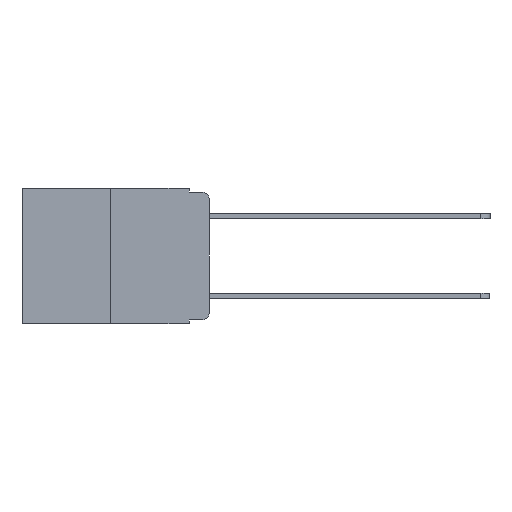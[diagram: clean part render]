
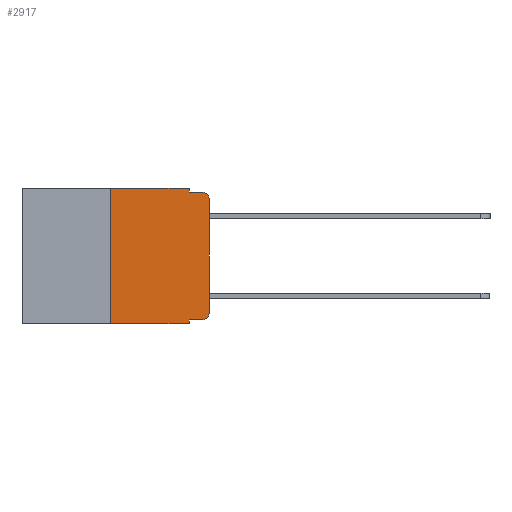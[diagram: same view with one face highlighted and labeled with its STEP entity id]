
A CAD part, left-side view. The second image highlights one B-rep face of the part: STEP entity #2917.
In plain terms, the highlighted planar face has unit normal (-1, 0, 0).
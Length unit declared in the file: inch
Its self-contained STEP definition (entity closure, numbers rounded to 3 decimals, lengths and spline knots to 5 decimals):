
#151 = VERTEX_POINT ( 'NONE', #5243 ) ;
#187 = VERTEX_POINT ( 'NONE', #9134 ) ;
#868 = VERTEX_POINT ( 'NONE', #11655 ) ;
#1188 = VERTEX_POINT ( 'NONE', #12607 ) ;
#1433 = ORIENTED_EDGE ( 'NONE', *, *, #11088, .F. ) ;
#1581 = AXIS2_PLACEMENT_3D ( 'NONE', #9812, #12764, #10070 ) ;
#1768 = ORIENTED_EDGE ( 'NONE', *, *, #11739, .F. ) ;
#2090 = VECTOR ( 'NONE', #4131, 39.37008 ) ;
#2328 = LINE ( 'NONE', #2967, #7814 ) ;
#2371 = EDGE_CURVE ( 'NONE', #1188, #5394, #2328, .T. ) ;
#2607 = EDGE_CURVE ( 'NONE', #868, #5394, #12468, .T. ) ;
#2883 = VECTOR ( 'NONE', #9480, 39.37008 ) ;
#2887 = VERTEX_POINT ( 'NONE', #6782 ) ;
#2917 = ADVANCED_FACE ( 'NONE', ( #11105 ), #9034, .F. ) ;
#2967 = CARTESIAN_POINT ( 'NONE',  ( 0., 0.051, -0.01 ) ) ;
#3076 = EDGE_CURVE ( 'NONE', #151, #868, #11556, .T. ) ;
#3196 = VERTEX_POINT ( 'NONE', #7551 ) ;
#3306 = CARTESIAN_POINT ( 'NONE',  ( 0., 0.25, 0. ) ) ;
#3532 = CARTESIAN_POINT ( 'NONE',  ( 0., 0.051, 0. ) ) ;
#3608 = VECTOR ( 'NONE', #12405, 39.37008 ) ;
#3639 = VECTOR ( 'NONE', #10150, 39.37008 ) ;
#3832 = CIRCLE ( 'NONE', #6905, 0.02 ) ;
#3944 = LINE ( 'NONE', #12333, #3608 ) ;
#3952 = EDGE_CURVE ( 'NONE', #4270, #6792, #3944, .T. ) ;
#4131 = DIRECTION ( 'NONE',  ( 0., -1., 0. ) ) ;
#4149 = EDGE_LOOP ( 'NONE', ( #5755, #11506, #8985, #1433, #5927, #9135, #4243, #1768, #11054, #6539 ) ) ;
#4243 = ORIENTED_EDGE ( 'NONE', *, *, #3952, .T. ) ;
#4270 = VERTEX_POINT ( 'NONE', #7843 ) ;
#4594 = CARTESIAN_POINT ( 'NONE',  ( 0., 0.051, -0.333 ) ) ;
#4621 = CARTESIAN_POINT ( 'NONE',  ( 0., 0.02, -0.313 ) ) ;
#4943 = LINE ( 'NONE', #6209, #2090 ) ;
#4966 = LINE ( 'NONE', #4594, #12126 ) ;
#5243 = CARTESIAN_POINT ( 'NONE',  ( 0., 0., -0.313 ) ) ;
#5394 = VERTEX_POINT ( 'NONE', #5631 ) ;
#5455 = LINE ( 'NONE', #3306, #12283 ) ;
#5578 = LINE ( 'NONE', #7502, #10451 ) ;
#5631 = CARTESIAN_POINT ( 'NONE',  ( 0., 0.02, -0.01 ) ) ;
#5667 = DIRECTION ( 'NONE',  ( 0., -1., 0. ) ) ;
#5689 = DIRECTION ( 'NONE',  ( 0., 0., -1. ) ) ;
#5755 = ORIENTED_EDGE ( 'NONE', *, *, #3076, .T. ) ;
#5927 = ORIENTED_EDGE ( 'NONE', *, *, #10890, .F. ) ;
#6209 = CARTESIAN_POINT ( 'NONE',  ( 0., 0.473, 0. ) ) ;
#6539 = ORIENTED_EDGE ( 'NONE', *, *, #7400, .T. ) ;
#6782 = CARTESIAN_POINT ( 'NONE',  ( 0., 0.051, -0.333 ) ) ;
#6792 = VERTEX_POINT ( 'NONE', #13019 ) ;
#6905 = AXIS2_PLACEMENT_3D ( 'NONE', #4621, #11478, #5689 ) ;
#7300 = DIRECTION ( 'NONE',  ( 0., -1., 0. ) ) ;
#7400 = EDGE_CURVE ( 'NONE', #187, #151, #3832, .T. ) ;
#7502 = CARTESIAN_POINT ( 'NONE',  ( 0., 0.051, 0. ) ) ;
#7551 = CARTESIAN_POINT ( 'NONE',  ( 0., 0.25, 0. ) ) ;
#7561 = AXIS2_PLACEMENT_3D ( 'NONE', #12806, #12838, #7737 ) ;
#7737 = DIRECTION ( 'NONE',  ( 0., 0., -1. ) ) ;
#7814 = VECTOR ( 'NONE', #7300, 39.37008 ) ;
#7843 = CARTESIAN_POINT ( 'NONE',  ( 0., 0.25, -0.343 ) ) ;
#8069 = CARTESIAN_POINT ( 'NONE',  ( 0., 0., 0. ) ) ;
#8441 = DIRECTION ( 'NONE',  ( 0., 0., 1. ) ) ;
#8486 = CARTESIAN_POINT ( 'NONE',  ( 0., 0.051, 0. ) ) ;
#8500 = DIRECTION ( 'NONE',  ( 0., 0., -1. ) ) ;
#8985 = ORIENTED_EDGE ( 'NONE', *, *, #2371, .F. ) ;
#9034 = PLANE ( 'NONE',  #7561 ) ;
#9134 = CARTESIAN_POINT ( 'NONE',  ( 0., 0.02, -0.333 ) ) ;
#9135 = ORIENTED_EDGE ( 'NONE', *, *, #13053, .F. ) ;
#9391 = EDGE_CURVE ( 'NONE', #2887, #187, #4966, .T. ) ;
#9480 = DIRECTION ( 'NONE',  ( 0., 0., -1. ) ) ;
#9812 = CARTESIAN_POINT ( 'NONE',  ( 0., 0.02, -0.03 ) ) ;
#10067 = VERTEX_POINT ( 'NONE', #3532 ) ;
#10070 = DIRECTION ( 'NONE',  ( 0., 0., -1. ) ) ;
#10150 = DIRECTION ( 'NONE',  ( 0., 0., 1. ) ) ;
#10451 = VECTOR ( 'NONE', #8500, 39.37008 ) ;
#10883 = LINE ( 'NONE', #8486, #2883 ) ;
#10890 = EDGE_CURVE ( 'NONE', #3196, #10067, #4943, .T. ) ;
#11054 = ORIENTED_EDGE ( 'NONE', *, *, #9391, .T. ) ;
#11088 = EDGE_CURVE ( 'NONE', #10067, #1188, #5578, .T. ) ;
#11105 = FACE_OUTER_BOUND ( 'NONE', #4149, .T. ) ;
#11478 = DIRECTION ( 'NONE',  ( -1., 0., 0. ) ) ;
#11506 = ORIENTED_EDGE ( 'NONE', *, *, #2607, .T. ) ;
#11556 = LINE ( 'NONE', #8069, #3639 ) ;
#11655 = CARTESIAN_POINT ( 'NONE',  ( 0., 0., -0.03 ) ) ;
#11739 = EDGE_CURVE ( 'NONE', #2887, #6792, #10883, .T. ) ;
#12126 = VECTOR ( 'NONE', #5667, 39.37008 ) ;
#12283 = VECTOR ( 'NONE', #8441, 39.37008 ) ;
#12333 = CARTESIAN_POINT ( 'NONE',  ( 0., 0.473, -0.343 ) ) ;
#12405 = DIRECTION ( 'NONE',  ( 0., -1., 0. ) ) ;
#12468 = CIRCLE ( 'NONE', #1581, 0.02 ) ;
#12607 = CARTESIAN_POINT ( 'NONE',  ( 0., 0.051, -0.01 ) ) ;
#12764 = DIRECTION ( 'NONE',  ( -1., 0., 0. ) ) ;
#12806 = CARTESIAN_POINT ( 'NONE',  ( 0., 0.473, 0. ) ) ;
#12838 = DIRECTION ( 'NONE',  ( 1., 0., 0. ) ) ;
#13019 = CARTESIAN_POINT ( 'NONE',  ( 0., 0.051, -0.343 ) ) ;
#13053 = EDGE_CURVE ( 'NONE', #4270, #3196, #5455, .T. ) ;
